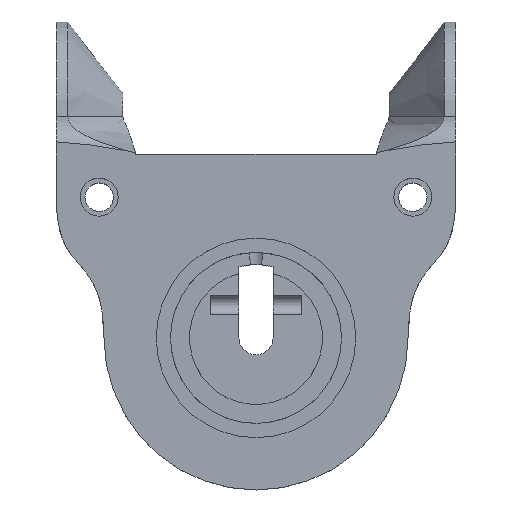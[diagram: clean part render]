
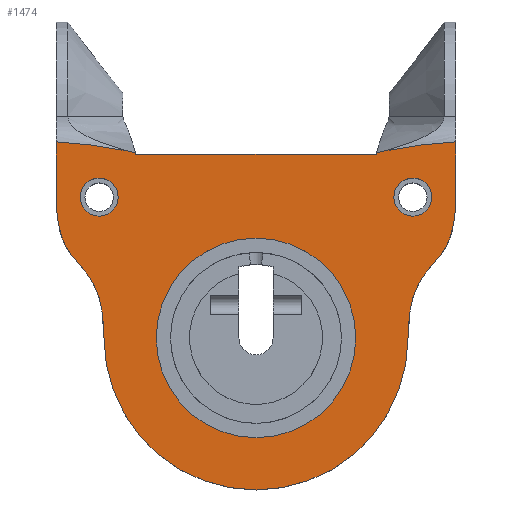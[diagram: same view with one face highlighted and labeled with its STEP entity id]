
A CAD part, top view. The second image highlights one B-rep face of the part: STEP entity #1474.
In plain terms, the highlighted planar face has unit normal (0, 0, 1).
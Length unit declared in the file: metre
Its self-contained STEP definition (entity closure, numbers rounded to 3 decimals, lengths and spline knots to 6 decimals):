
#59=B_SPLINE_CURVE_WITH_KNOTS('',3,(#2295,#2296,#2297,#2298),
 .UNSPECIFIED.,.F.,.F.,(4,4),(0.,1.),.PIECEWISE_BEZIER_KNOTS.);
#65=B_SPLINE_CURVE_WITH_KNOTS('',3,(#2393,#2394,#2395,#2396),
 .UNSPECIFIED.,.F.,.F.,(4,4),(0.037211,0.038138),
 .UNSPECIFIED.);
#66=B_SPLINE_CURVE_WITH_KNOTS('',3,(#2398,#2399,#2400,#2401),
 .UNSPECIFIED.,.F.,.F.,(4,4),(0.00223,0.009725),
 .UNSPECIFIED.);
#67=B_SPLINE_CURVE_WITH_KNOTS('',3,(#2406,#2407,#2408,#2409),
 .UNSPECIFIED.,.F.,.F.,(4,4),(0.,1.),.PIECEWISE_BEZIER_KNOTS.);
#68=B_SPLINE_CURVE_WITH_KNOTS('',3,(#2410,#2411,#2412,#2413),
 .UNSPECIFIED.,.F.,.F.,(4,4),(0.,0.007493),.UNSPECIFIED.);
#69=B_SPLINE_CURVE_WITH_KNOTS('',3,(#2415,#2416,#2417,#2418),
 .UNSPECIFIED.,.F.,.F.,(4,4),(0.,0.000927),
 .UNSPECIFIED.);
#142=CIRCLE('',#1563,0.02);
#146=CIRCLE('',#1570,0.02);
#160=CIRCLE('',#1592,0.002);
#161=CIRCLE('',#1593,0.002);
#162=CIRCLE('',#1594,0.0105);
#163=CIRCLE('',#1595,0.016);
#303=ORIENTED_EDGE('',*,*,#743,.F.);
#304=ORIENTED_EDGE('',*,*,#744,.T.);
#305=ORIENTED_EDGE('',*,*,#745,.F.);
#306=ORIENTED_EDGE('',*,*,#667,.T.);
#307=ORIENTED_EDGE('',*,*,#746,.T.);
#308=ORIENTED_EDGE('',*,*,#690,.F.);
#309=ORIENTED_EDGE('',*,*,#747,.F.);
#310=ORIENTED_EDGE('',*,*,#748,.F.);
#311=ORIENTED_EDGE('',*,*,#749,.F.);
#312=ORIENTED_EDGE('',*,*,#712,.F.);
#313=ORIENTED_EDGE('',*,*,#750,.T.);
#314=ORIENTED_EDGE('',*,*,#751,.T.);
#315=ORIENTED_EDGE('',*,*,#723,.T.);
#316=ORIENTED_EDGE('',*,*,#752,.T.);
#317=ORIENTED_EDGE('',*,*,#753,.T.);
#667=EDGE_CURVE('',#893,#892,#142,.F.);
#690=EDGE_CURVE('',#914,#915,#146,.F.);
#712=EDGE_CURVE('',#931,#932,#59,.T.);
#723=EDGE_CURVE('',#938,#941,#1061,.T.);
#743=EDGE_CURVE('',#960,#960,#160,.T.);
#744=EDGE_CURVE('',#961,#961,#161,.T.);
#745=EDGE_CURVE('',#962,#962,#162,.T.);
#746=EDGE_CURVE('',#892,#915,#1074,.T.);
#747=EDGE_CURVE('',#963,#914,#65,.F.);
#748=EDGE_CURVE('',#964,#963,#66,.T.);
#749=EDGE_CURVE('',#932,#964,#1075,.T.);
#750=EDGE_CURVE('',#931,#965,#163,.T.);
#751=EDGE_CURVE('',#965,#938,#67,.T.);
#752=EDGE_CURVE('',#941,#966,#68,.T.);
#753=EDGE_CURVE('',#966,#893,#69,.T.);
#892=VERTEX_POINT('',#2109);
#893=VERTEX_POINT('',#2111);
#914=VERTEX_POINT('',#2215);
#915=VERTEX_POINT('',#2217);
#931=VERTEX_POINT('',#2294);
#932=VERTEX_POINT('',#2299);
#938=VERTEX_POINT('',#2327);
#941=VERTEX_POINT('',#2337);
#960=VERTEX_POINT('',#2387);
#961=VERTEX_POINT('',#2389);
#962=VERTEX_POINT('',#2391);
#963=VERTEX_POINT('',#2397);
#964=VERTEX_POINT('',#2402);
#965=VERTEX_POINT('',#2405);
#966=VERTEX_POINT('',#2414);
#1061=LINE('',#2338,#1155);
#1074=LINE('',#2392,#1168);
#1075=LINE('',#2403,#1169);
#1155=VECTOR('',#1782,1.);
#1168=VECTOR('',#1819,1.);
#1169=VECTOR('',#1820,1.);
#1238=EDGE_LOOP('',(#303));
#1239=EDGE_LOOP('',(#304));
#1240=EDGE_LOOP('',(#305));
#1241=EDGE_LOOP('',(#306,#307,#308,#309,#310,#311,#312,#313,#314,#315,#316,
#317));
#1341=FACE_BOUND('',#1238,.T.);
#1342=FACE_BOUND('',#1239,.T.);
#1343=FACE_BOUND('',#1240,.T.);
#1344=FACE_BOUND('',#1241,.T.);
#1434=PLANE('',#1591);
#1474=ADVANCED_FACE('',(#1341,#1342,#1343,#1344),#1434,.F.);
#1563=AXIS2_PLACEMENT_3D('',#2110,#1722,#1723);
#1570=AXIS2_PLACEMENT_3D('',#2216,#1745,#1746);
#1591=AXIS2_PLACEMENT_3D('',#2385,#1811,#1812);
#1592=AXIS2_PLACEMENT_3D('',#2386,#1813,#1814);
#1593=AXIS2_PLACEMENT_3D('',#2388,#1815,#1816);
#1594=AXIS2_PLACEMENT_3D('',#2390,#1817,#1818);
#1595=AXIS2_PLACEMENT_3D('',#2404,#1821,#1822);
#1722=DIRECTION('',(0.,0.,-1.));
#1723=DIRECTION('',(-1.,0.,0.));
#1745=DIRECTION('',(0.,0.,1.));
#1746=DIRECTION('',(1.,0.,0.));
#1782=DIRECTION('',(0.,1.,0.));
#1811=DIRECTION('',(0.,0.,-1.));
#1812=DIRECTION('',(-1.,0.,0.));
#1813=DIRECTION('',(0.,0.,1.));
#1814=DIRECTION('',(1.,0.,0.));
#1815=DIRECTION('',(0.,0.,-1.));
#1816=DIRECTION('',(-1.,0.,0.));
#1817=DIRECTION('',(0.,0.,1.));
#1818=DIRECTION('',(1.,0.,0.));
#1819=DIRECTION('',(-1.,0.,0.));
#1820=DIRECTION('',(0.,1.,0.));
#1821=DIRECTION('',(0.,0.,1.));
#1822=DIRECTION('',(1.,0.,0.));
#2109=CARTESIAN_POINT('',(0.012633,0.01931,0.0176));
#2110=CARTESIAN_POINT('',(0.032,0.014319,0.0176));
#2111=CARTESIAN_POINT('',(0.012673,0.019464,0.0176));
#2215=CARTESIAN_POINT('',(-0.012673,0.019464,0.0176));
#2216=CARTESIAN_POINT('',(-0.032,0.014319,0.0176));
#2217=CARTESIAN_POINT('',(-0.012633,0.01931,0.0176));
#2294=CARTESIAN_POINT('',(-0.016,0.,0.0176));
#2295=CARTESIAN_POINT('',(-0.016,0.,0.0176));
#2296=CARTESIAN_POINT('',(-0.016,0.009225,0.0176));
#2297=CARTESIAN_POINT('',(-0.021,0.006228,0.0176));
#2298=CARTESIAN_POINT('',(-0.021,0.014576,0.0176));
#2299=CARTESIAN_POINT('',(-0.021,0.014576,0.0176));
#2327=CARTESIAN_POINT('',(0.021,0.014576,0.0176));
#2337=CARTESIAN_POINT('',(0.021,0.020628,0.0176));
#2338=CARTESIAN_POINT('',(0.021,0.014576,0.0176));
#2385=CARTESIAN_POINT('',(-0.0185,0.007617,0.0176));
#2386=CARTESIAN_POINT('',(0.016504,0.014814,0.0176));
#2387=CARTESIAN_POINT('',(0.018504,0.014814,0.0176));
#2388=CARTESIAN_POINT('',(-0.016504,0.014814,0.0176));
#2389=CARTESIAN_POINT('',(-0.018504,0.014814,0.0176));
#2390=CARTESIAN_POINT('',(0.,0.,0.0176));
#2391=CARTESIAN_POINT('',(0.0105,0.,0.0176));
#2392=CARTESIAN_POINT('',(-0.0185,0.01931,0.0176));
#2393=CARTESIAN_POINT('',(-0.012673,0.019464,0.0176));
#2394=CARTESIAN_POINT('',(-0.012974,0.019534,0.0176));
#2395=CARTESIAN_POINT('',(-0.013275,0.019604,0.0176));
#2396=CARTESIAN_POINT('',(-0.013576,0.019677,0.0176));
#2397=CARTESIAN_POINT('',(-0.013576,0.019677,0.0176));
#2398=CARTESIAN_POINT('',(-0.021,0.020628,0.0176));
#2399=CARTESIAN_POINT('',(-0.018506,0.020482,0.0176));
#2400=CARTESIAN_POINT('',(-0.016017,0.020196,0.0176));
#2401=CARTESIAN_POINT('',(-0.013576,0.019677,0.0176));
#2402=CARTESIAN_POINT('',(-0.021,0.020628,0.0176));
#2403=CARTESIAN_POINT('',(-0.021,0.014576,0.0176));
#2404=CARTESIAN_POINT('',(0.,0.,0.0176));
#2405=CARTESIAN_POINT('',(0.016,0.,0.0176));
#2406=CARTESIAN_POINT('',(0.016,0.,0.0176));
#2407=CARTESIAN_POINT('',(0.016,0.009225,0.0176));
#2408=CARTESIAN_POINT('',(0.021,0.006228,0.0176));
#2409=CARTESIAN_POINT('',(0.021,0.014576,0.0176));
#2410=CARTESIAN_POINT('',(0.021,0.020628,0.0176));
#2411=CARTESIAN_POINT('',(0.018506,0.020482,0.0176));
#2412=CARTESIAN_POINT('',(0.016019,0.020197,0.0176));
#2413=CARTESIAN_POINT('',(0.013576,0.019677,0.0176));
#2414=CARTESIAN_POINT('',(0.013576,0.019677,0.0176));
#2415=CARTESIAN_POINT('',(0.013576,0.019677,0.0176));
#2416=CARTESIAN_POINT('',(0.013275,0.019604,0.0176));
#2417=CARTESIAN_POINT('',(0.012974,0.019534,0.0176));
#2418=CARTESIAN_POINT('',(0.012673,0.019464,0.0176));
